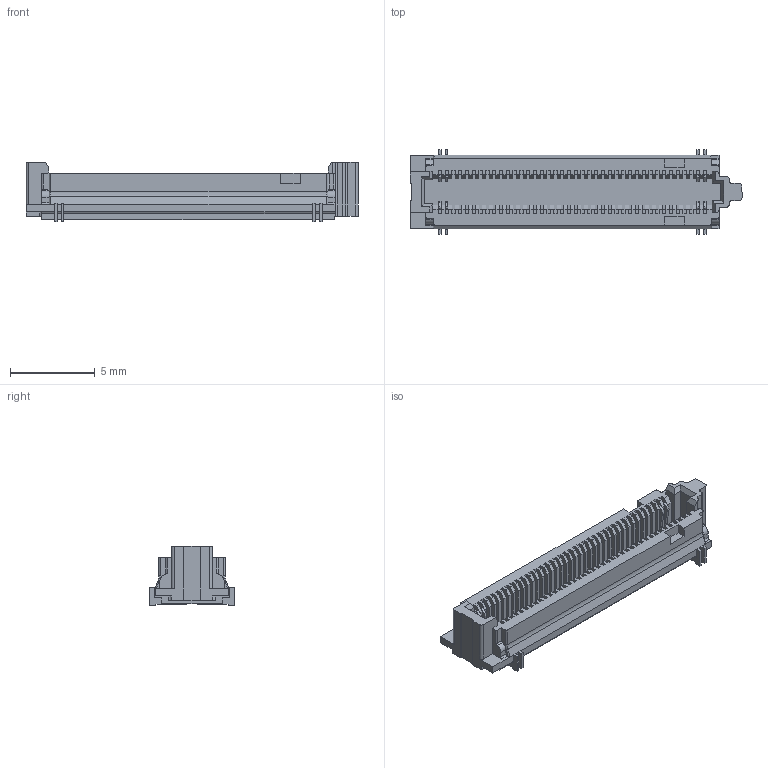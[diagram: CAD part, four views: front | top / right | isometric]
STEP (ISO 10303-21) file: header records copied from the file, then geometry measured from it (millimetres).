
FILE_DESCRIPTION((''),'2;1');
FILE_NAME('SAMTEC_SS4-40-3.00-L-D-K-TR.stp','2014-10-27T17:22:48',(''),(''),'Mechanical Desktop 2011','Mechanical Desktop 2011',', , ');
FILE_SCHEMA(('AUTOMOTIVE_DESIGN { 1 2 10303 214 1 1 1 1 }'));
Length unit declared in the file: millimetre
Products named in the file (1): Product
Bounding box: 19.54 x 5 x 3.5 mm (x, y, z)
Volume: 128 mm3; surface area: 571 mm2
Topology: 17 solids, 17 shells, 872 faces, 2488 edges, 1650 vertices
Faces by surface type: plane 611, bspline 220, cylinder 37, torus 4
Entity records: 27988 total; most frequent: CARTESIAN_POINT 5779, ORIENTED_EDGE 4976, DIRECTION 3877, EDGE_CURVE 2488, VECTOR 2397, LINE 2397, VERTEX_POINT 1650, EDGE_LOOP 872
